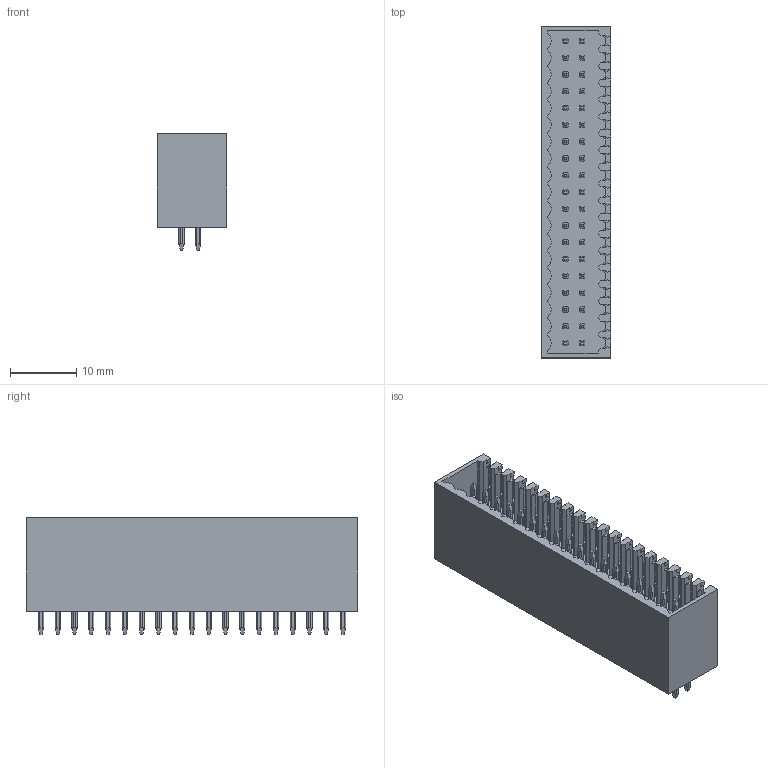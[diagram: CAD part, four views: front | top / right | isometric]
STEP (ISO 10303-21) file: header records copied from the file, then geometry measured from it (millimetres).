
FILE_DESCRIPTION((''),'2;1');
FILE_NAME('TLPHDC-020V','2024-10-16T16:31:50',('tluser'),(''),'CREO PARAMETRIC BY PTC INC, 2018100','CREO PARAMETRIC BY PTC INC, 2018100','');
FILE_SCHEMA(('CONFIG_CONTROL_DESIGN'));
Length unit declared in the file: millimetre
Products named in the file (1): TLPHDC-020V
Bounding box: 10.5 x 50.22 x 17.7 mm (x, y, z)
Volume: 4782.6 mm3; surface area: 4591.3 mm2
Topology: 1 solids, 1 shells, 1416 faces, 3976 edges, 2638 vertices
Faces by surface type: plane 1093, cylinder 323
Entity records: 46040 total; most frequent: CARTESIAN_POINT 10310, ORIENTED_EDGE 7952, DIRECTION 6542, EDGE_CURVE 3976, VECTOR 3026, LINE 3026, VERTEX_POINT 2638, AXIS2_PLACEMENT_3D 1758
